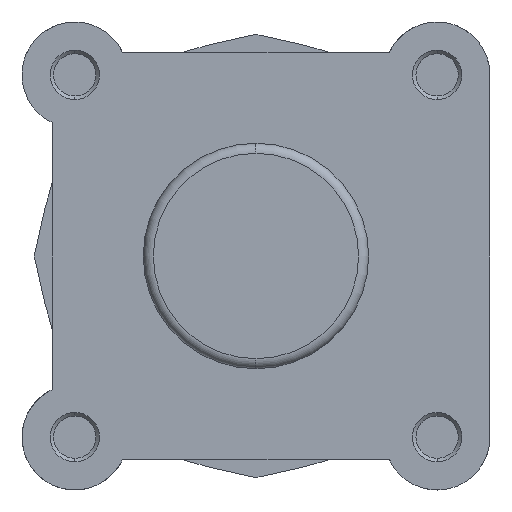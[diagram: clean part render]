
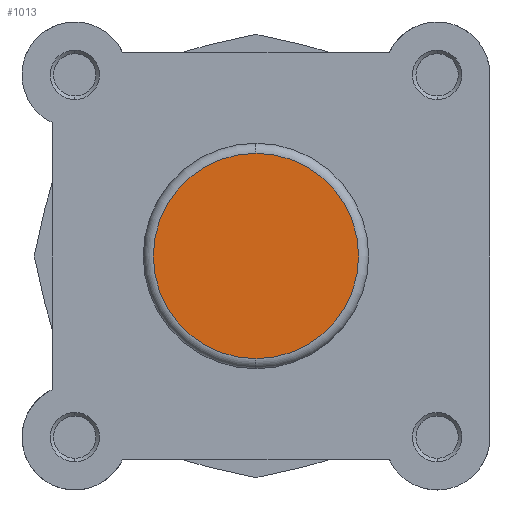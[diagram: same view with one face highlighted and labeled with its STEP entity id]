
A CAD part, left-side view. The second image highlights one B-rep face of the part: STEP entity #1013.
In plain terms, the highlighted planar face has unit normal (-1, 0, 0).
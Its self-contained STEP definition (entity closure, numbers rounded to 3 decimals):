
#137 = CARTESIAN_POINT ( 'NONE',  ( 0., 0., 0. ) ) ;
#138 = DIRECTION ( 'NONE',  ( -1., 0., 0. ) ) ;
#139 = DIRECTION ( 'NONE',  ( 0., 0., -1. ) ) ;
#335 = CARTESIAN_POINT ( 'NONE',  ( 0., 0., 0. ) ) ;
#342 = DIRECTION ( 'NONE',  ( -1., 0., 0. ) ) ;
#343 = DIRECTION ( 'NONE',  ( 0., 0., -1. ) ) ;
#1013 = ADVANCED_FACE ( 'NONE', ( #3723 ), #1313, .F. ) ;
#1154 = DIRECTION ( 'NONE',  ( 1., 0., 0. ) ) ;
#1155 = DIRECTION ( 'NONE',  ( 0., 0., -1. ) ) ;
#1156 = CARTESIAN_POINT ( 'NONE',  ( 0., 0., 0. ) ) ;
#1313 = PLANE ( 'NONE',  #3199 ) ;
#1348 = EDGE_LOOP ( 'NONE', ( #1764, #1763 ) ) ;
#1763 = ORIENTED_EDGE ( 'NONE', *, *, #2940, .T. ) ;
#1764 = ORIENTED_EDGE ( 'NONE', *, *, #3021, .T. ) ;
#2693 = VERTEX_POINT ( 'NONE', #5501 ) ;
#2699 = VERTEX_POINT ( 'NONE', #5507 ) ;
#2940 = EDGE_CURVE ( 'NONE', #2699, #2693, #4403, .T. ) ;
#3021 = EDGE_CURVE ( 'NONE', #2693, #2699, #4520, .T. ) ;
#3199 = AXIS2_PLACEMENT_3D ( 'NONE', #1156, #1154, #1155 ) ;
#3476 = AXIS2_PLACEMENT_3D ( 'NONE', #137, #138, #139 ) ;
#3518 = AXIS2_PLACEMENT_3D ( 'NONE', #335, #342, #343 ) ;
#3723 = FACE_OUTER_BOUND ( 'NONE', #1348, .T. ) ;
#4403 = CIRCLE ( 'NONE', #3476, 20.4 ) ;
#4520 = CIRCLE ( 'NONE', #3518, 20.4 ) ;
#5501 = CARTESIAN_POINT ( 'NONE',  ( 0., 0., -20.4 ) ) ;
#5507 = CARTESIAN_POINT ( 'NONE',  ( 0., 0., 20.4 ) ) ;
